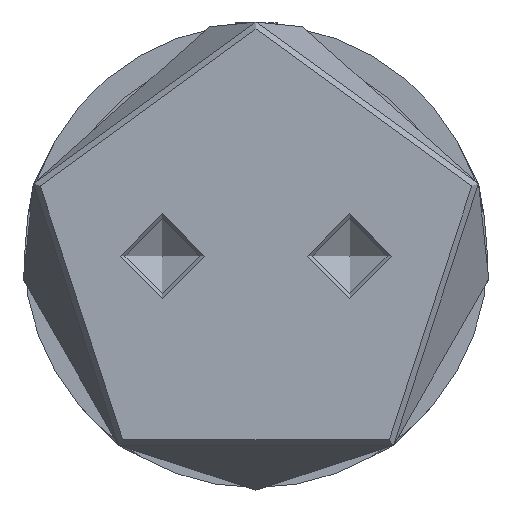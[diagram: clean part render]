
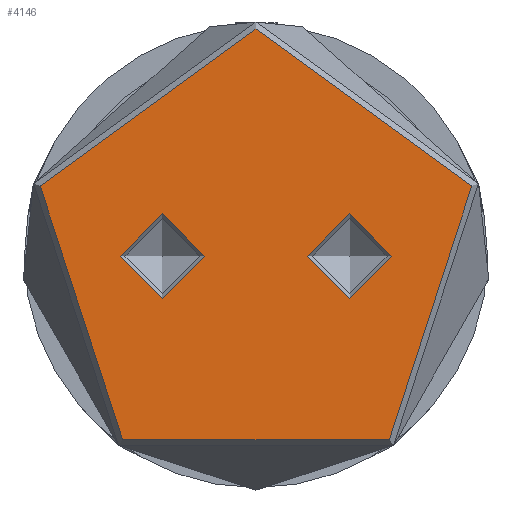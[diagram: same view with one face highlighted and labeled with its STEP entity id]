
A CAD part, front view. The second image highlights one B-rep face of the part: STEP entity #4146.
In plain terms, the highlighted face is planar.
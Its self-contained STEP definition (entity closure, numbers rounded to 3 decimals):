
#3 = FACE_BOUND ( 'NONE', #703, .T. ) ;
#19 = DIRECTION ( 'NONE',  ( 1., 0., 0. ) ) ;
#261 = CARTESIAN_POINT ( 'NONE',  ( 24.25, 0., 0. ) ) ;
#493 = DIRECTION ( 'NONE',  ( -1., 0., 0. ) ) ;
#703 = EDGE_LOOP ( 'NONE', ( #2004 ) ) ;
#713 = VERTEX_POINT ( 'NONE', #4939 ) ;
#772 = AXIS2_PLACEMENT_3D ( 'NONE', #4672, #2322, #19 ) ;
#869 = PLANE ( 'NONE',  #3768 ) ;
#1158 = FACE_BOUND ( 'NONE', #3986, .T. ) ;
#1274 = CIRCLE ( 'NONE', #1703, 24.25 ) ;
#1463 = CARTESIAN_POINT ( 'NONE',  ( 0., 0., 0. ) ) ;
#1697 = CARTESIAN_POINT ( 'NONE',  ( 0., -10., 0. ) ) ;
#1703 = AXIS2_PLACEMENT_3D ( 'NONE', #1463, #4189, #1850 ) ;
#1850 = DIRECTION ( 'NONE',  ( 1., 0., 0. ) ) ;
#2004 = ORIENTED_EDGE ( 'NONE', *, *, #3785, .T. ) ;
#2050 = FACE_OUTER_BOUND ( 'NONE', #3165, .T. ) ;
#2093 = DIRECTION ( 'NONE',  ( 1., 0., 0. ) ) ;
#2173 = AXIS2_PLACEMENT_3D ( 'NONE', #1697, #4434, #2093 ) ;
#2322 = DIRECTION ( 'NONE',  ( 0., 0., 1. ) ) ;
#2352 = CIRCLE ( 'NONE', #772, 4.5 ) ;
#2483 = CIRCLE ( 'NONE', #2173, 4.5 ) ;
#2587 = EDGE_CURVE ( 'NONE', #713, #713, #2352, .T. ) ;
#2836 = DIRECTION ( 'NONE',  ( 0., 0., -1. ) ) ;
#2883 = EDGE_CURVE ( 'NONE', #3688, #3688, #1274, .T. ) ;
#3165 = EDGE_LOOP ( 'NONE', ( #3919 ) ) ;
#3562 = VERTEX_POINT ( 'NONE', #3782 ) ;
#3688 = VERTEX_POINT ( 'NONE', #261 ) ;
#3768 = AXIS2_PLACEMENT_3D ( 'NONE', #4378, #2836, #493 ) ;
#3782 = CARTESIAN_POINT ( 'NONE',  ( 4.5, -10., 0. ) ) ;
#3785 = EDGE_CURVE ( 'NONE', #3562, #3562, #2483, .T. ) ;
#3919 = ORIENTED_EDGE ( 'NONE', *, *, #2883, .T. ) ;
#3986 = EDGE_LOOP ( 'NONE', ( #4966 ) ) ;
#4146 = ADVANCED_FACE ( 'NONE', ( #1158, #2050, #3 ), #869, .F. ) ;
#4189 = DIRECTION ( 'NONE',  ( 0., 0., 1. ) ) ;
#4378 = CARTESIAN_POINT ( 'NONE',  ( 0., 0., 0. ) ) ;
#4434 = DIRECTION ( 'NONE',  ( 0., 0., -1. ) ) ;
#4672 = CARTESIAN_POINT ( 'NONE',  ( 0., 10., 0. ) ) ;
#4939 = CARTESIAN_POINT ( 'NONE',  ( 4.5, 10., 0. ) ) ;
#4966 = ORIENTED_EDGE ( 'NONE', *, *, #2587, .F. ) ;
